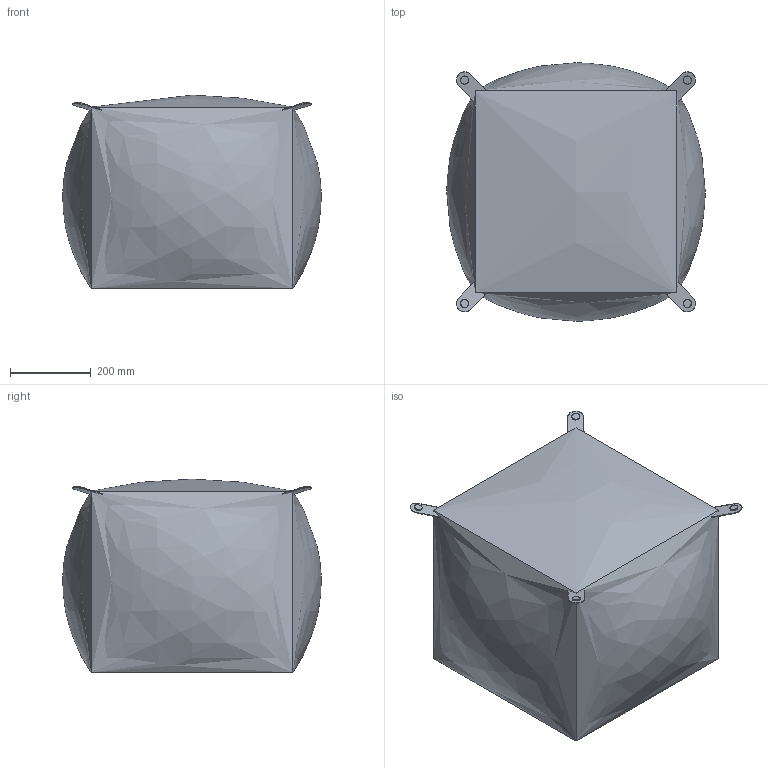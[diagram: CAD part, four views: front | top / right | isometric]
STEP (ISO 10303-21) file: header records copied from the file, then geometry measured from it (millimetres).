
FILE_DESCRIPTION(/* description */ (''),/* implementation_level */ '2;1');
FILE_NAME(/* name */ '546 Four-Six',/* time_stamp */ '2013-12-17T15:36:50+01:00',/* author */ (''),/* organization */ (''),/* preprocessor_version */ 'ST-DEVELOPER v10',/* originating_system */ '',/* authorisation */ '');
FILE_SCHEMA (('CONFIG_CONTROL_DESIGN'));
Length unit declared in the file: millimetre
Products named in the file (1): 1
Bounding box: 640.13 x 640.13 x 479.57 mm (x, y, z)
Volume: 144350109.9 mm3; surface area: 1485819 mm2
Topology: 5 solids, 5 shells, 34 faces, 60 edges, 40 vertices
Faces by surface type: bspline 34
Entity records: 1437 total; most frequent: CARTESIAN_POINT 949, ORIENTED_EDGE 120, EDGE_CURVE 60, VERTEX_POINT 40, EDGE_LOOP 38, B_SPLINE_CURVE_WITH_KNOTS 36, ADVANCED_FACE 34, FACE_OUTER_BOUND 34
